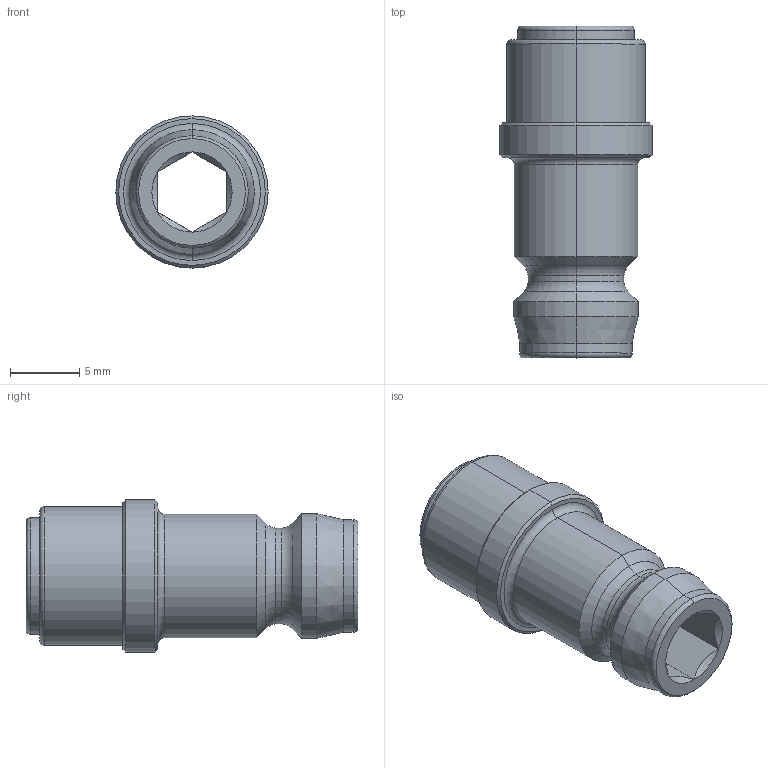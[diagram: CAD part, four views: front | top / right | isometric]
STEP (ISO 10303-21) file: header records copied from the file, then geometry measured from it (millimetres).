
FILE_DESCRIPTION (( 'STEP AP214' ), '1' );
FILE_NAME ('BR10E0C5.STEP', '2013-06-25T11:24:42', ( '' ), ( '' ), 'SwSTEP 2.0', 'SolidWorks 2011', '' );
FILE_SCHEMA (( 'AUTOMOTIVE_DESIGN' ));
Length unit declared in the file: millimetre
Products named in the file (2): BR10E0C5
Assembly tree (1 placements, depth 2):
  BR10E0C5
    BR10E0C5
Bounding box: 11 x 23.97 x 11 mm (x, y, z)
Volume: 1063.5 mm3; surface area: 1224.2 mm2
Topology: 1 solids, 1 shells, 51 faces, 106 edges, 60 vertices
Faces by surface type: cylinder 14, cone 14, torus 12, plane 11
Entity records: 1540 total; most frequent: CARTESIAN_POINT 349, DIRECTION 264, ORIENTED_EDGE 212, AXIS2_PLACEMENT_3D 115, EDGE_CURVE 106, CIRCLE 60, VERTEX_POINT 60, EDGE_LOOP 56
